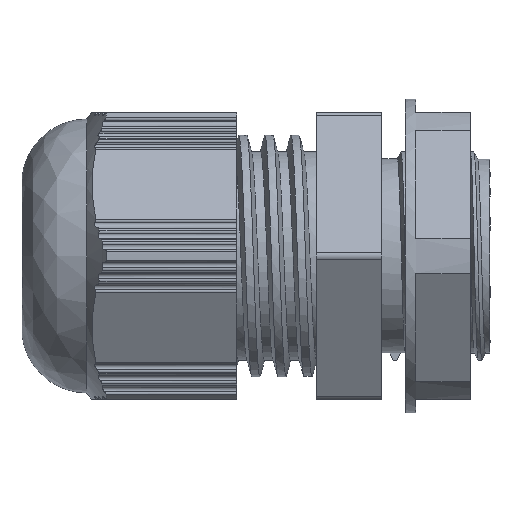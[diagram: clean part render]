
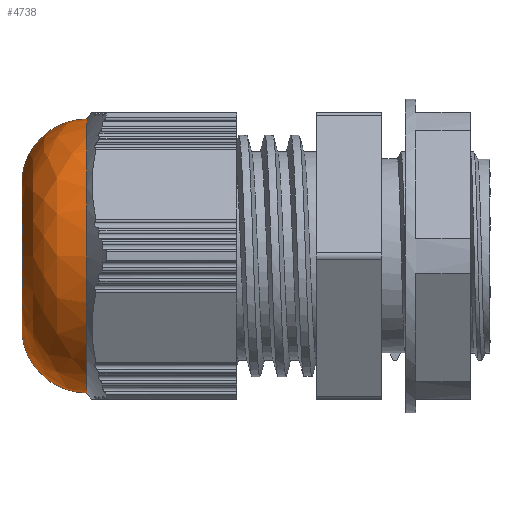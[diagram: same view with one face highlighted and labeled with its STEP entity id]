
A CAD part, left-side view. The second image highlights one B-rep face of the part: STEP entity #4738.
In plain terms, the highlighted free-form (B-spline) face has degree [3, 3] with [4, 4] control points.
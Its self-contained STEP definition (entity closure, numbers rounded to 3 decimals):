
#63 =( BOUNDED_SURFACE ( )  B_SPLINE_SURFACE ( 3, 3, ( 
 ( #13312, #13250, #13304, #13295 ),
 ( #13252, #13255, #13258, #13274 ),
 ( #13291, #13298, #13229, #13231 ),
 ( #13234, #13372, #13392, #13364 ) ),
 .UNSPECIFIED., .F., .F., .T. ) 
 B_SPLINE_SURFACE_WITH_KNOTS ( ( 4, 4 ),
 ( 4, 4 ),
 ( 0., 1. ),
 ( 0., 1. ),
 .UNSPECIFIED. ) 
 GEOMETRIC_REPRESENTATION_ITEM ( )  RATIONAL_B_SPLINE_SURFACE ( (
 ( 1., 0.333, 0.333, 1.),
 ( 0.832, 0.277, 0.277, 0.832),
 ( 0.832, 0.277, 0.277, 0.832),
 ( 1., 0.333, 0.333, 1.) ) ) 
 REPRESENTATION_ITEM ( '' )  SURFACE ( )  );
#431 = CIRCLE ( 'NONE', #456, 6.09 ) ;
#454 = CIRCLE ( 'NONE', #457, 10.5 ) ;
#456 = AXIS2_PLACEMENT_3D ( 'NONE', #1543, #1528, #1539 ) ;
#457 = AXIS2_PLACEMENT_3D ( 'NONE', #1602, #1603, #1597 ) ;
#474 = CIRCLE ( 'NONE', #475, 5. ) ;
#475 = AXIS2_PLACEMENT_3D ( 'NONE', #1585, #1592, #1581 ) ;
#480 = CIRCLE ( 'NONE', #521, 5. ) ;
#521 = AXIS2_PLACEMENT_3D ( 'NONE', #1635, #1638, #1671 ) ;
#1528 = DIRECTION ( 'NONE',  ( 0., 1., 0. ) ) ;
#1539 = DIRECTION ( 'NONE',  ( 0., 0., 1. ) ) ;
#1543 = CARTESIAN_POINT ( 'NONE',  ( 0., 21.249, 0. ) ) ;
#1581 = DIRECTION ( 'NONE',  ( 0., 0., 1. ) ) ;
#1585 = CARTESIAN_POINT ( 'NONE',  ( 0., 16.284, 5.5 ) ) ;
#1592 = DIRECTION ( 'NONE',  ( 1., 0., 0. ) ) ;
#1597 = DIRECTION ( 'NONE',  ( 0., 0., -1. ) ) ;
#1602 = CARTESIAN_POINT ( 'NONE',  ( 0., 16.284, 0. ) ) ;
#1603 = DIRECTION ( 'NONE',  ( 0., -1., 0. ) ) ;
#1635 = CARTESIAN_POINT ( 'NONE',  ( 0., 16.284, -5.5 ) ) ;
#1638 = DIRECTION ( 'NONE',  ( -1., 0., 0. ) ) ;
#1671 = DIRECTION ( 'NONE',  ( 0., 0., -1. ) ) ;
#3057 = CARTESIAN_POINT ( 'NONE',  ( 0., 21.249, 6.09 ) ) ;
#3063 = CARTESIAN_POINT ( 'NONE',  ( 0., 21.249, -6.09 ) ) ;
#3081 = CARTESIAN_POINT ( 'NONE',  ( 0., 16.284, 10.5 ) ) ;
#3103 = CARTESIAN_POINT ( 'NONE',  ( 0., 16.284, -10.5 ) ) ;
#4738 = ADVANCED_FACE ( 'NONE', ( #13268 ), #63, .T. ) ;
#9171 = EDGE_LOOP ( 'NONE', ( #12936, #12891, #12947, #12941 ) ) ;
#10901 = EDGE_CURVE ( 'NONE', #12433, #14129, #431, .T. ) ;
#10910 = EDGE_CURVE ( 'NONE', #14129, #14156, #474, .T. ) ;
#10915 = EDGE_CURVE ( 'NONE', #14156, #14194, #454, .T. ) ;
#10926 = EDGE_CURVE ( 'NONE', #12433, #14194, #480, .T. ) ;
#12433 = VERTEX_POINT ( 'NONE', #3063 ) ;
#12891 = ORIENTED_EDGE ( 'NONE', *, *, #10926, .T. ) ;
#12936 = ORIENTED_EDGE ( 'NONE', *, *, #10901, .F. ) ;
#12941 = ORIENTED_EDGE ( 'NONE', *, *, #10910, .F. ) ;
#12947 = ORIENTED_EDGE ( 'NONE', *, *, #10915, .F. ) ;
#13229 = CARTESIAN_POINT ( 'NONE',  ( -21., 18.946, 10.5 ) ) ;
#13231 = CARTESIAN_POINT ( 'NONE',  ( 0., 18.946, 10.5 ) ) ;
#13234 = CARTESIAN_POINT ( 'NONE',  ( 0., 16.284, -10.5 ) ) ;
#13250 = CARTESIAN_POINT ( 'NONE',  ( -12.18, 21.249, -6.09 ) ) ;
#13252 = CARTESIAN_POINT ( 'NONE',  ( 0., 20.936, -8.733 ) ) ;
#13255 = CARTESIAN_POINT ( 'NONE',  ( -17.465, 20.936, -8.733 ) ) ;
#13258 = CARTESIAN_POINT ( 'NONE',  ( -17.465, 20.936, 8.733 ) ) ;
#13268 = FACE_OUTER_BOUND ( 'NONE', #9171, .T. ) ;
#13274 = CARTESIAN_POINT ( 'NONE',  ( 0., 20.936, 8.733 ) ) ;
#13291 = CARTESIAN_POINT ( 'NONE',  ( 0., 18.946, -10.5 ) ) ;
#13295 = CARTESIAN_POINT ( 'NONE',  ( 0., 21.249, 6.09 ) ) ;
#13298 = CARTESIAN_POINT ( 'NONE',  ( -21., 18.946, -10.5 ) ) ;
#13304 = CARTESIAN_POINT ( 'NONE',  ( -12.18, 21.249, 6.09 ) ) ;
#13312 = CARTESIAN_POINT ( 'NONE',  ( 0., 21.249, -6.09 ) ) ;
#13364 = CARTESIAN_POINT ( 'NONE',  ( 0., 16.284, 10.5 ) ) ;
#13372 = CARTESIAN_POINT ( 'NONE',  ( -21., 16.284, -10.5 ) ) ;
#13392 = CARTESIAN_POINT ( 'NONE',  ( -21., 16.284, 10.5 ) ) ;
#14129 = VERTEX_POINT ( 'NONE', #3057 ) ;
#14156 = VERTEX_POINT ( 'NONE', #3081 ) ;
#14194 = VERTEX_POINT ( 'NONE', #3103 ) ;
